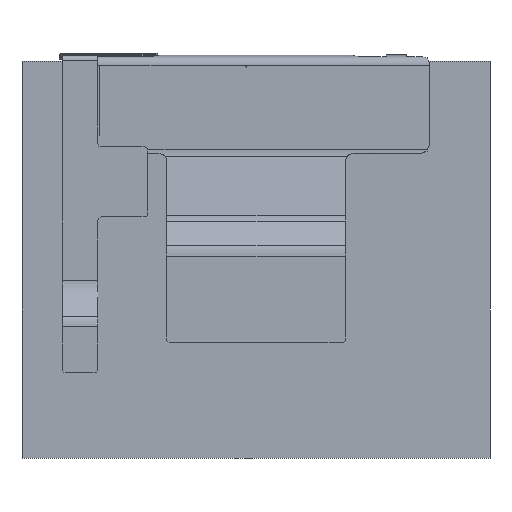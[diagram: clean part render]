
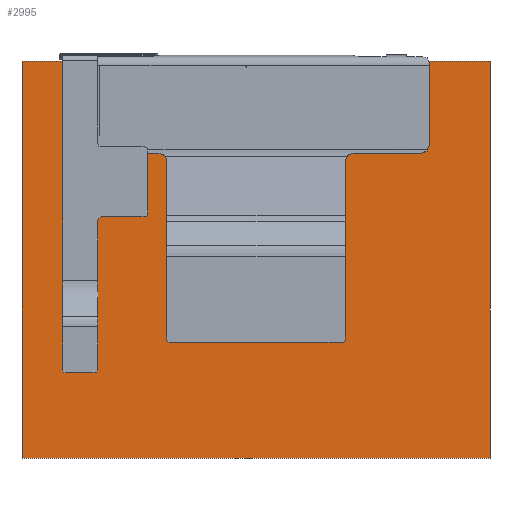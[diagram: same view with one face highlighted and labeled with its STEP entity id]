
A CAD part, front view. The second image highlights one B-rep face of the part: STEP entity #2995.
In plain terms, the highlighted planar face has unit normal (0, -1, 0).
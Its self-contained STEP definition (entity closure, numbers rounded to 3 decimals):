
#156=FACE_OUTER_BOUND('',#341,.T.);
#341=EDGE_LOOP('',(#2000,#2001,#2002,#2003));
#531=LINE('',#4160,#895);
#535=LINE('',#4168,#899);
#538=LINE('',#4174,#902);
#541=LINE('',#4179,#905);
#895=VECTOR('',#3405,10.);
#899=VECTOR('',#3411,10.);
#902=VECTOR('',#3416,10.);
#905=VECTOR('',#3421,10.);
#1255=VERTEX_POINT('',#4158);
#1256=VERTEX_POINT('',#4159);
#1259=VERTEX_POINT('',#4167);
#1261=VERTEX_POINT('',#4173);
#1526=EDGE_CURVE('',#1255,#1256,#531,.T.);
#1530=EDGE_CURVE('',#1259,#1255,#535,.T.);
#1533=EDGE_CURVE('',#1261,#1259,#538,.T.);
#1536=EDGE_CURVE('',#1256,#1261,#541,.T.);
#2000=ORIENTED_EDGE('',*,*,#1536,.F.);
#2001=ORIENTED_EDGE('',*,*,#1526,.F.);
#2002=ORIENTED_EDGE('',*,*,#1530,.F.);
#2003=ORIENTED_EDGE('',*,*,#1533,.F.);
#2850=PLANE('',#3196);
#2995=ADVANCED_FACE('',(#156),#2850,.F.);
#3196=AXIS2_PLACEMENT_3D('',#4182,#3425,#3426);
#3405=DIRECTION('',(0.,0.,1.));
#3411=DIRECTION('',(-1.,0.,0.));
#3416=DIRECTION('',(0.,0.,-1.));
#3421=DIRECTION('',(1.,0.,0.));
#3425=DIRECTION('center_axis',(0.,1.,0.));
#3426=DIRECTION('ref_axis',(1.,0.,0.));
#4158=CARTESIAN_POINT('',(-30.15,0.9,-25.575));
#4159=CARTESIAN_POINT('',(-30.15,0.9,25.575));
#4160=CARTESIAN_POINT('',(-30.15,0.9,-25.575));
#4167=CARTESIAN_POINT('',(30.15,0.9,-25.575));
#4168=CARTESIAN_POINT('',(30.15,0.9,-25.575));
#4173=CARTESIAN_POINT('',(30.15,0.9,25.575));
#4174=CARTESIAN_POINT('',(30.15,0.9,25.575));
#4179=CARTESIAN_POINT('',(-30.15,0.9,25.575));
#4182=CARTESIAN_POINT('Origin',(0.,0.9,21.713));
